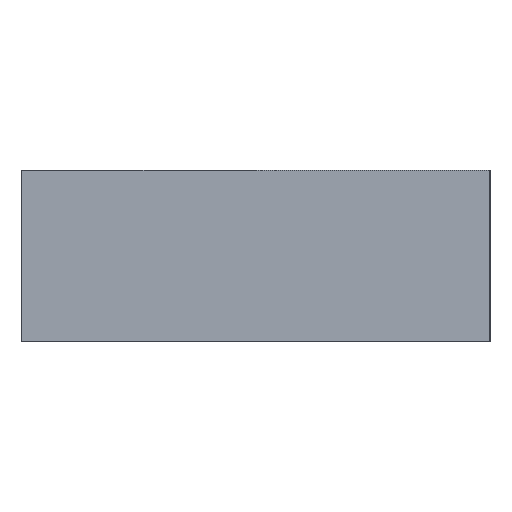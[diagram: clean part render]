
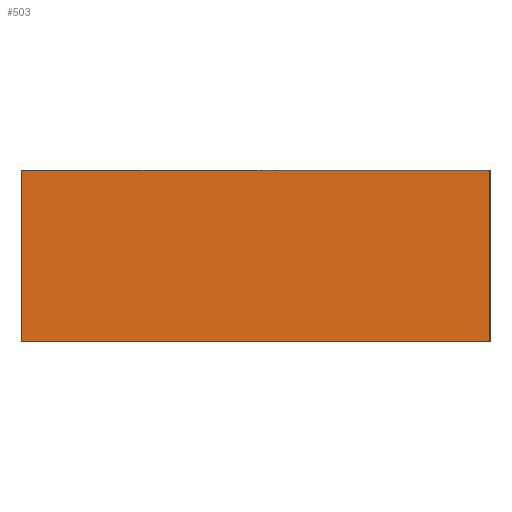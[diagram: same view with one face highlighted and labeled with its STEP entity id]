
A CAD part, left-side view. The second image highlights one B-rep face of the part: STEP entity #503.
In plain terms, the highlighted planar face has unit normal (-1, 0, 0).
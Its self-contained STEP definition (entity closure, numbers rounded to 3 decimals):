
#52 = FACE_OUTER_BOUND ( 'NONE', #1041, .T. ) ;
#63 = LINE ( 'NONE', #981, #989 ) ;
#72 = CARTESIAN_POINT ( 'NONE',  ( -2.35, -2.05, 0.75 ) ) ;
#100 = ORIENTED_EDGE ( 'NONE', *, *, #929, .F. ) ;
#138 = CARTESIAN_POINT ( 'NONE',  ( -2.35, -2.05, -0.75 ) ) ;
#168 = CARTESIAN_POINT ( 'NONE',  ( -2.35, -2.05, 0.75 ) ) ;
#200 = CARTESIAN_POINT ( 'NONE',  ( -2.35, 2.05, 0.75 ) ) ;
#206 = CARTESIAN_POINT ( 'NONE',  ( -2.35, -2.05, 0.75 ) ) ;
#226 = CARTESIAN_POINT ( 'NONE',  ( -2.35, 2.05, -0.75 ) ) ;
#277 = VERTEX_POINT ( 'NONE', #200 ) ;
#316 = VERTEX_POINT ( 'NONE', #138 ) ;
#351 = VECTOR ( 'NONE', #795, 1000. ) ;
#369 = ORIENTED_EDGE ( 'NONE', *, *, #878, .T. ) ;
#418 = VERTEX_POINT ( 'NONE', #768 ) ;
#462 = VERTEX_POINT ( 'NONE', #226 ) ;
#471 = ORIENTED_EDGE ( 'NONE', *, *, #687, .T. ) ;
#488 = DIRECTION ( 'NONE',  ( 0., -1., 0. ) ) ;
#503 = ADVANCED_FACE ( 'NONE', ( #52 ), #966, .F. ) ;
#524 = DIRECTION ( 'NONE',  ( 1., 0., 0. ) ) ;
#595 = LINE ( 'NONE', #168, #351 ) ;
#607 = EDGE_CURVE ( 'NONE', #277, #418, #595, .T. ) ;
#619 = DIRECTION ( 'NONE',  ( 0., 0., -1. ) ) ;
#687 = EDGE_CURVE ( 'NONE', #277, #462, #63, .T. ) ;
#694 = DIRECTION ( 'NONE',  ( 0., 0., -1. ) ) ;
#748 = VECTOR ( 'NONE', #488, 1000. ) ;
#768 = CARTESIAN_POINT ( 'NONE',  ( -2.35, -2.05, 0.75 ) ) ;
#778 = AXIS2_PLACEMENT_3D ( 'NONE', #72, #524, #694 ) ;
#795 = DIRECTION ( 'NONE',  ( 0., -1., 0. ) ) ;
#838 = DIRECTION ( 'NONE',  ( 0., 0., -1. ) ) ;
#878 = EDGE_CURVE ( 'NONE', #462, #316, #994, .T. ) ;
#929 = EDGE_CURVE ( 'NONE', #418, #316, #1113, .T. ) ;
#966 = PLANE ( 'NONE',  #778 ) ;
#979 = VECTOR ( 'NONE', #838, 1000. ) ;
#981 = CARTESIAN_POINT ( 'NONE',  ( -2.35, 2.05, 0.75 ) ) ;
#989 = VECTOR ( 'NONE', #619, 1000. ) ;
#994 = LINE ( 'NONE', #1020, #748 ) ;
#1020 = CARTESIAN_POINT ( 'NONE',  ( -2.35, -2.05, -0.75 ) ) ;
#1041 = EDGE_LOOP ( 'NONE', ( #369, #100, #1050, #471 ) ) ;
#1050 = ORIENTED_EDGE ( 'NONE', *, *, #607, .F. ) ;
#1113 = LINE ( 'NONE', #206, #979 ) ;
